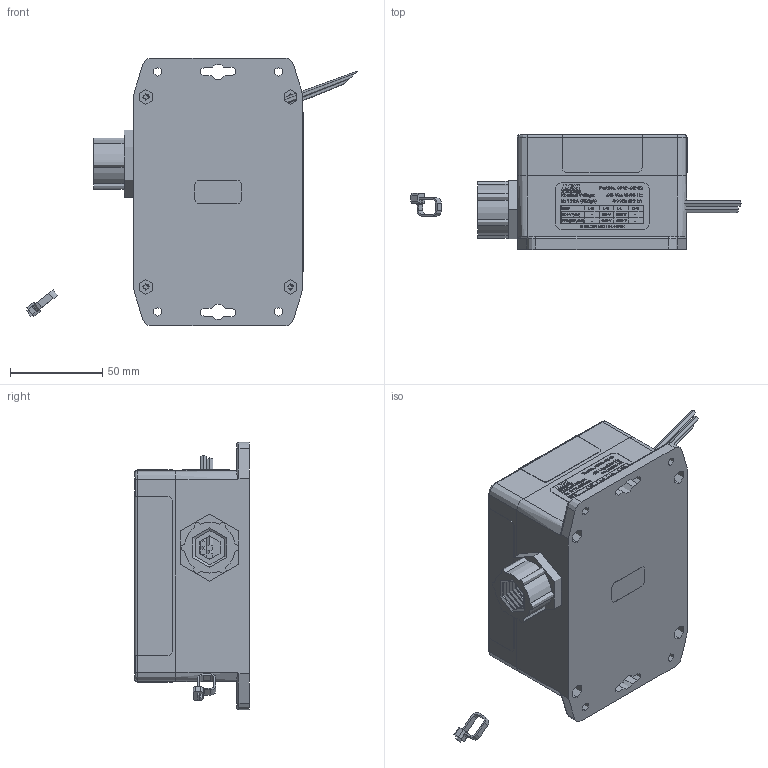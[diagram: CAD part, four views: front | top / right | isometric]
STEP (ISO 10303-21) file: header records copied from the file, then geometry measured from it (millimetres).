
FILE_DESCRIPTION (( 'STEP AP214' ), '1' );
FILE_NAME ('SP50-4803D-E.STEP', '2019-01-28T20:38:18', ( '' ), ( '' ), 'SwSTEP 2.0', 'SolidWorks 2018', '' );
FILE_SCHEMA (( 'AUTOMOTIVE_DESIGN' ));
Length unit declared in the file: inch
Products named in the file (23): 2003-4121; 2003-4108; Lid^SP50-4803D; Screw^SP50-4803D_91735A154; Zip tie^SP50-4803D; 2003-1052; Screw^SP50-4803D; SP50-4803D-E; Nut^SP50-4803D; Wires^SP50-4803D; Base^SP50-4803D
Assembly tree (16 placements, depth 2):
  Zip tie^SP50-4803D
  Lid^SP50-4803D
  2003-1052
  2003-4121
  SP50-4803D-E
    Base^SP50-4803D
    Lid^SP50-4803D
    Screw^SP50-4803D_91735A154  x4
    Nut^SP50-4803D
    Wires^SP50-4803D
    Zip tie^SP50-4803D
    2003-4121
    2003-4108
    2003-1052
Bounding box: 179.33 x 62.18 x 145.03 mm (x, y, z)
Volume: 303470.7 mm3; surface area: 156222.7 mm2
Topology: 15 solids, 15 shells, 4225 faces, 11412 edges, 7576 vertices
Faces by surface type: plane 1934, bspline 1323, cylinder 874, cone 62, torus 24, sphere 8
Entity records: 224053 total; most frequent: CARTESIAN_POINT 107711, ORIENTED_EDGE 19076, DIRECTION 11574, EDGE_CURVE 9538, VERTEX_POINT 6321, VECTOR 6130, LINE 6130, EDGE_LOOP 3975
